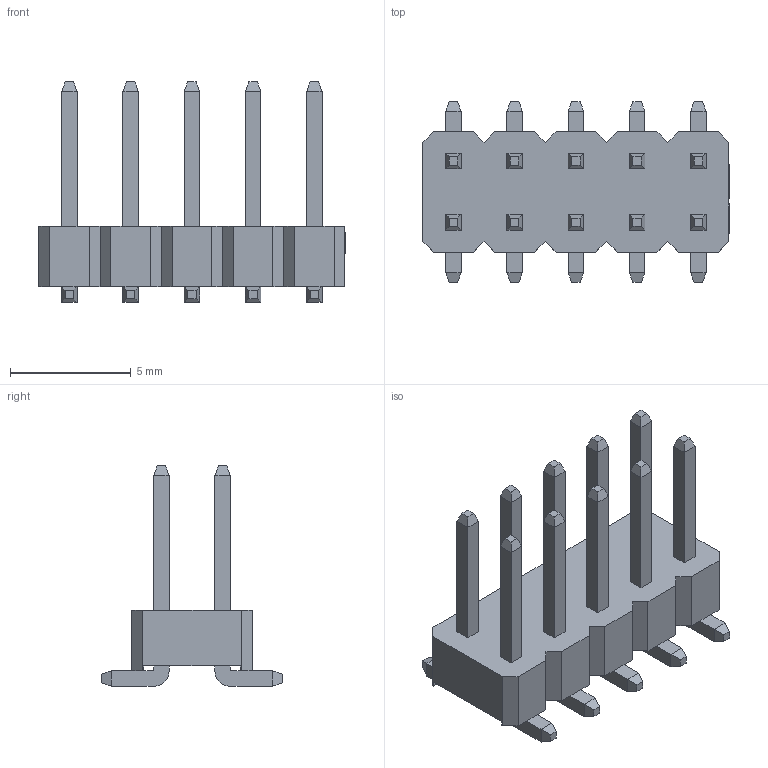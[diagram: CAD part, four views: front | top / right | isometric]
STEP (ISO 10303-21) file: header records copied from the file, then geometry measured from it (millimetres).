
FILE_DESCRIPTION (( 'STEP AP214' ), '1' );
FILE_NAME ('HDR-SMD_10P-P2.54-V-M-R2-C5-LS7.5.STEP', '2022-10-20T07:52:36', ( '' ), ( '' ), 'SwSTEP 2.0', 'SolidWorks 2020', '' );
FILE_SCHEMA (( 'AUTOMOTIVE_DESIGN' ));
Length unit declared in the file: millimetre
Products named in the file (1): HDR-SMD_10P-P2.54-V-M-R2-C5-LS7.5
Bounding box: 12.71 x 7.5 x 9.14 mm (x, y, z)
Volume: 178.6 mm3; surface area: 431.2 mm2
Topology: 1 solids, 1 shells, 492 faces, 1293 edges, 822 vertices
Faces by surface type: plane 384, bspline 98, cylinder 10
Entity records: 20795 total; most frequent: CARTESIAN_POINT 3914, ORIENTED_EDGE 2586, DIRECTION 1903, EDGE_CURVE 1293, VECTOR 1073, LINE 1073, VERTEX_POINT 822, EDGE_LOOP 531
